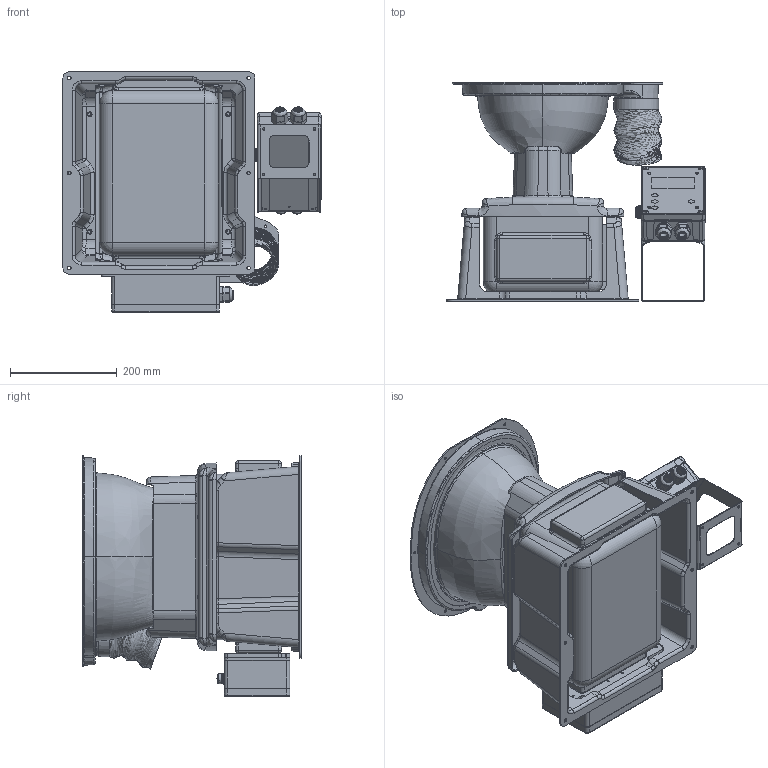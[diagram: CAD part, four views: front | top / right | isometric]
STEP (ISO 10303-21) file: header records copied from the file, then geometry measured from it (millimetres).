
FILE_DESCRIPTION(/* description */ ('P-22 ZEN+ 3D MODEL'),/* implementation_level */ '2;1');
FILE_NAME(/* name */ 'P-22 ZEN+ 3D MODEL.stp',/* time_stamp */ '2022-02-24T15:19:16+00:00',/* author */ ('AHC'),/* organization */ ('LOOWATT'),/* preprocessor_version */ 'ST-DEVELOPER v18.1',/* originating_system */ 'Autodesk Inventor 2021',/* authorisation */ '');
FILE_SCHEMA (('AUTOMOTIVE_DESIGN { 1 0 10303 214 3 1 1 }'));
Products named in the file (1): P-22 - MODEL_Shrinkwrap_1
Bounding box: 484 x 410 x 451.3 mm (x, y, z)
Volume: 15314135.8 mm3; surface area: 2279505.9 mm2
Topology: 28 solids, 28 shells, 2958 faces, 7714 edges, 4910 vertices
Faces by surface type: plane 1106, cylinder 749, bspline 525, cone 451, torus 111, sphere 16
Full cylindrical faces by diameter (mm): 1 x6, 2 x8, 2.5 x22, 3.4 x18, 3.5 x4, 3.75 x4, 4.4 x4, 4.5 x4, 5 x14, 6.073 x8, 6.6 x10, 7 x4, 9.1 x4, 11 x3, 11.5 x3, 12 x10, 13 x3, 13.44 x3, 13.75 x1, 14 x2, 14.2 x3, 14.5 x6, 16 x3, 16.242 x3, 17 x3, 18.571 x3, 18.75 x1, 20 x3, 21 x3, 22.6 x3
Entity records: 133858 total; most frequent: CARTESIAN_POINT 63323, ORIENTED_EDGE 15316, DIRECTION 13927, EDGE_CURVE 7658, AXIS2_PLACEMENT_3D 5384, VERTEX_POINT 4910, EDGE_LOOP 3418, LINE 3159
